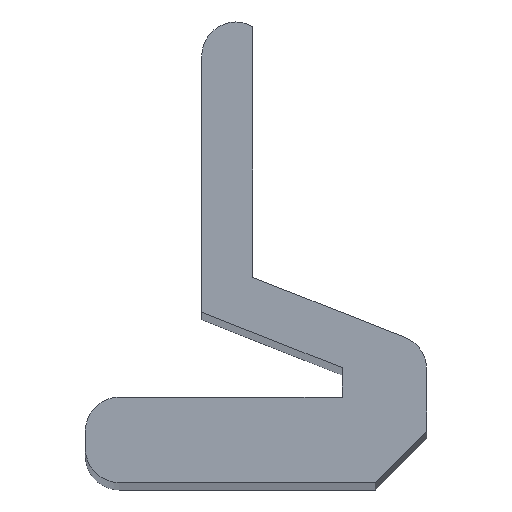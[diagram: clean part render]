
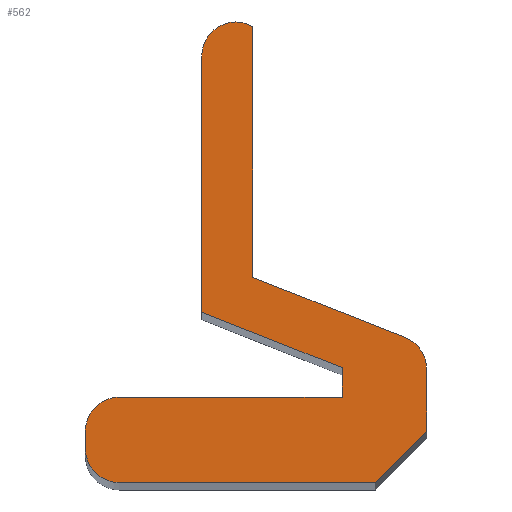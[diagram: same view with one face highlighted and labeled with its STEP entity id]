
A CAD part, top view. The second image highlights one B-rep face of the part: STEP entity #562.
In plain terms, the highlighted planar face has unit normal (0, 0, 1).
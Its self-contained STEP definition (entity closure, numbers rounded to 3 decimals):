
#24 = DIRECTION ( 'NONE',  ( 1., 0., 0. ) ) ;
#25 = LINE ( 'NONE', #70, #50 ) ;
#28 = EDGE_CURVE ( 'NONE', #69, #455, #398, .T. ) ;
#35 = EDGE_CURVE ( 'NONE', #499, #53, #329, .T. ) ;
#36 = CARTESIAN_POINT ( 'NONE',  ( -5.042, -1.239, 0. ) ) ;
#42 = DIRECTION ( 'NONE',  ( 1., 0., 0. ) ) ;
#48 = EDGE_CURVE ( 'NONE', #314, #287, #204, .T. ) ;
#49 = LINE ( 'NONE', #231, #554 ) ;
#50 = VECTOR ( 'NONE', #510, 1000. ) ;
#52 = CIRCLE ( 'NONE', #152, 1. ) ;
#53 = VERTEX_POINT ( 'NONE', #128 ) ;
#69 = VERTEX_POINT ( 'NONE', #480 ) ;
#70 = CARTESIAN_POINT ( 'NONE',  ( -0.135, 3.27, 0. ) ) ;
#72 = ORIENTED_EDGE ( 'NONE', *, *, #28, .T. ) ;
#78 = CARTESIAN_POINT ( 'NONE',  ( 4.953, 0.576, 0. ) ) ;
#81 = CARTESIAN_POINT ( 'NONE',  ( -4.042, -0.239, 0. ) ) ;
#85 = CARTESIAN_POINT ( 'NONE',  ( -0.135, 8.78, 0. ) ) ;
#87 = CARTESIAN_POINT ( 'NONE',  ( -5.042, -1.739, 0. ) ) ;
#88 = CARTESIAN_POINT ( 'NONE',  ( 2.477, 0.623, 0. ) ) ;
#90 = PLANE ( 'NONE',  #277 ) ;
#101 = EDGE_CURVE ( 'NONE', #321, #448, #365, .T. ) ;
#104 = VERTEX_POINT ( 'NONE', #188 ) ;
#105 = LINE ( 'NONE', #291, #236 ) ;
#108 = CARTESIAN_POINT ( 'NONE',  ( -4.042, -1.739, 0. ) ) ;
#117 = LINE ( 'NONE', #227, #495 ) ;
#121 = DIRECTION ( 'NONE',  ( 0., 0., 1. ) ) ;
#124 = CARTESIAN_POINT ( 'NONE',  ( -5.042, -1.174, 0. ) ) ;
#125 = AXIS2_PLACEMENT_3D ( 'NONE', #570, #121, #400 ) ;
#128 = CARTESIAN_POINT ( 'NONE',  ( 4.321, 1.506, 0. ) ) ;
#136 = VERTEX_POINT ( 'NONE', #88 ) ;
#144 = DIRECTION ( 'NONE',  ( -1., 0., 0. ) ) ;
#150 = ORIENTED_EDGE ( 'NONE', *, *, #101, .F. ) ;
#151 = EDGE_CURVE ( 'NONE', #296, #314, #235, .T. ) ;
#152 = AXIS2_PLACEMENT_3D ( 'NONE', #190, #318, #327 ) ;
#157 = CIRCLE ( 'NONE', #512, 1. ) ;
#159 = VECTOR ( 'NONE', #452, 1000. ) ;
#162 = EDGE_CURVE ( 'NONE', #563, #69, #157, .T. ) ;
#167 = AXIS2_PLACEMENT_3D ( 'NONE', #394, #575, #176 ) ;
#176 = DIRECTION ( 'NONE',  ( 1., 0., 0. ) ) ;
#178 = ORIENTED_EDGE ( 'NONE', *, *, #385, .T. ) ;
#188 = CARTESIAN_POINT ( 'NONE',  ( -1.635, 9.745, 0. ) ) ;
#190 = CARTESIAN_POINT ( 'NONE',  ( -0.635, 9.745, 0. ) ) ;
#192 = EDGE_LOOP ( 'NONE', ( #72, #545, #178, #242, #482, #150, #330, #436, #378, #200, #344, #289, #464, #285 ) ) ;
#195 = EDGE_CURVE ( 'NONE', #104, #393, #105, .T. ) ;
#200 = ORIENTED_EDGE ( 'NONE', *, *, #354, .T. ) ;
#204 = CIRCLE ( 'NONE', #167, 1. ) ;
#226 = CARTESIAN_POINT ( 'NONE',  ( 2.477, -0.239, 0. ) ) ;
#227 = CARTESIAN_POINT ( 'NONE',  ( -1.635, 2.25, 0. ) ) ;
#228 = CARTESIAN_POINT ( 'NONE',  ( 4.953, -1.239, 0. ) ) ;
#231 = CARTESIAN_POINT ( 'NONE',  ( 4.953, -2.739, 0. ) ) ;
#235 = LINE ( 'NONE', #370, #350 ) ;
#236 = VECTOR ( 'NONE', #417, 1000. ) ;
#242 = ORIENTED_EDGE ( 'NONE', *, *, #35, .T. ) ;
#251 = CARTESIAN_POINT ( 'NONE',  ( 3.453, -2.739, 0. ) ) ;
#267 = CARTESIAN_POINT ( 'NONE',  ( -5.042, -2.739, 0. ) ) ;
#271 = CARTESIAN_POINT ( 'NONE',  ( 2.477, 0.623, 0. ) ) ;
#272 = DIRECTION ( 'NONE',  ( 0., -1., 0. ) ) ;
#274 = EDGE_CURVE ( 'NONE', #287, #563, #306, .T. ) ;
#277 = AXIS2_PLACEMENT_3D ( 'NONE', #322, #456, #404 ) ;
#285 = ORIENTED_EDGE ( 'NONE', *, *, #162, .T. ) ;
#287 = VERTEX_POINT ( 'NONE', #36 ) ;
#289 = ORIENTED_EDGE ( 'NONE', *, *, #48, .T. ) ;
#291 = CARTESIAN_POINT ( 'NONE',  ( -1.635, 11.661, 0. ) ) ;
#293 = CARTESIAN_POINT ( 'NONE',  ( -1.635, 2.25, 0. ) ) ;
#296 = VERTEX_POINT ( 'NONE', #226 ) ;
#298 = CARTESIAN_POINT ( 'NONE',  ( -0.135, 3.27, 0. ) ) ;
#306 = LINE ( 'NONE', #124, #457 ) ;
#310 = DIRECTION ( 'NONE',  ( 0., -1., 0. ) ) ;
#314 = VERTEX_POINT ( 'NONE', #81 ) ;
#318 = DIRECTION ( 'NONE',  ( 0., 0., 1. ) ) ;
#321 = VERTEX_POINT ( 'NONE', #407 ) ;
#322 = CARTESIAN_POINT ( 'NONE',  ( 0., 0., 0. ) ) ;
#327 = DIRECTION ( 'NONE',  ( 1., 0., 0. ) ) ;
#329 = CIRCLE ( 'NONE', #125, 1. ) ;
#330 = ORIENTED_EDGE ( 'NONE', *, *, #547, .T. ) ;
#344 = ORIENTED_EDGE ( 'NONE', *, *, #151, .T. ) ;
#350 = VECTOR ( 'NONE', #144, 1000. ) ;
#351 = DIRECTION ( 'NONE',  ( 0.93, -0.368, 0. ) ) ;
#354 = EDGE_CURVE ( 'NONE', #136, #296, #490, .T. ) ;
#365 = LINE ( 'NONE', #85, #491 ) ;
#370 = CARTESIAN_POINT ( 'NONE',  ( 2.477, -0.239, 0. ) ) ;
#371 = VERTEX_POINT ( 'NONE', #228 ) ;
#375 = CARTESIAN_POINT ( 'NONE',  ( 3.096, -3.096, 0. ) ) ;
#378 = ORIENTED_EDGE ( 'NONE', *, *, #504, .T. ) ;
#380 = DIRECTION ( 'NONE',  ( 0., 0., 1. ) ) ;
#385 = EDGE_CURVE ( 'NONE', #371, #499, #49, .T. ) ;
#393 = VERTEX_POINT ( 'NONE', #293 ) ;
#394 = CARTESIAN_POINT ( 'NONE',  ( -4.042, -1.239, 0. ) ) ;
#398 = LINE ( 'NONE', #267, #454 ) ;
#400 = DIRECTION ( 'NONE',  ( 1., 0., 0. ) ) ;
#404 = DIRECTION ( 'NONE',  ( 1., 0., 0. ) ) ;
#407 = CARTESIAN_POINT ( 'NONE',  ( -0.135, 10.611, 0. ) ) ;
#417 = DIRECTION ( 'NONE',  ( 0., -1., 0. ) ) ;
#421 = EDGE_CURVE ( 'NONE', #455, #371, #428, .T. ) ;
#424 = DIRECTION ( 'NONE',  ( 0.707, 0.707, 0. ) ) ;
#428 = LINE ( 'NONE', #375, #555 ) ;
#436 = ORIENTED_EDGE ( 'NONE', *, *, #195, .T. ) ;
#440 = EDGE_CURVE ( 'NONE', #448, #53, #25, .T. ) ;
#448 = VERTEX_POINT ( 'NONE', #298 ) ;
#452 = DIRECTION ( 'NONE',  ( 0., -1., 0. ) ) ;
#454 = VECTOR ( 'NONE', #42, 1000. ) ;
#455 = VERTEX_POINT ( 'NONE', #251 ) ;
#456 = DIRECTION ( 'NONE',  ( 0., 0., 1. ) ) ;
#457 = VECTOR ( 'NONE', #310, 1000. ) ;
#464 = ORIENTED_EDGE ( 'NONE', *, *, #274, .T. ) ;
#480 = CARTESIAN_POINT ( 'NONE',  ( -4.042, -2.739, 0. ) ) ;
#482 = ORIENTED_EDGE ( 'NONE', *, *, #440, .F. ) ;
#490 = LINE ( 'NONE', #271, #159 ) ;
#491 = VECTOR ( 'NONE', #272, 1000. ) ;
#495 = VECTOR ( 'NONE', #351, 1000. ) ;
#499 = VERTEX_POINT ( 'NONE', #78 ) ;
#503 = DIRECTION ( 'NONE',  ( 0., 1., 0. ) ) ;
#504 = EDGE_CURVE ( 'NONE', #393, #136, #117, .T. ) ;
#510 = DIRECTION ( 'NONE',  ( 0.93, -0.368, 0. ) ) ;
#512 = AXIS2_PLACEMENT_3D ( 'NONE', #108, #380, #24 ) ;
#538 = FACE_OUTER_BOUND ( 'NONE', #192, .T. ) ;
#545 = ORIENTED_EDGE ( 'NONE', *, *, #421, .T. ) ;
#547 = EDGE_CURVE ( 'NONE', #321, #104, #52, .T. ) ;
#554 = VECTOR ( 'NONE', #503, 1000. ) ;
#555 = VECTOR ( 'NONE', #424, 1000. ) ;
#562 = ADVANCED_FACE ( 'NONE', ( #538 ), #90, .T. ) ;
#563 = VERTEX_POINT ( 'NONE', #87 ) ;
#570 = CARTESIAN_POINT ( 'NONE',  ( 3.953, 0.576, 0. ) ) ;
#575 = DIRECTION ( 'NONE',  ( 0., 0., 1. ) ) ;
